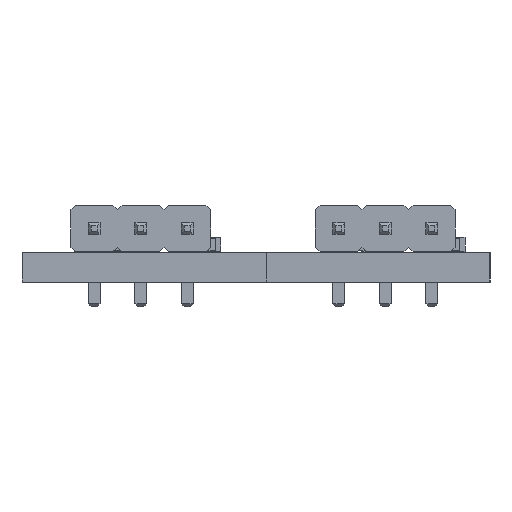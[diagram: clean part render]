
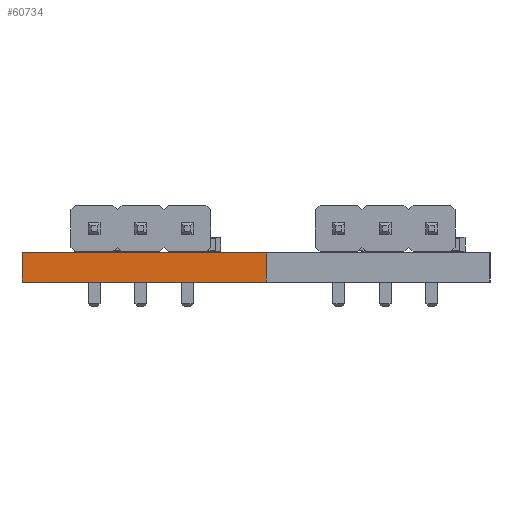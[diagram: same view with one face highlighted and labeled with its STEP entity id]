
A CAD part, left-side view. The second image highlights one B-rep face of the part: STEP entity #60734.
In plain terms, the highlighted planar face has unit normal (-1, 0, 0).
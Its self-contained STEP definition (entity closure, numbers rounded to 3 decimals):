
#60734 = ADVANCED_FACE('',(#60735),#60749,.F.);
#60735 = FACE_BOUND('',#60736,.F.);
#60736 = EDGE_LOOP('',(#60737,#60772,#60800,#60828));
#60737 = ORIENTED_EDGE('',*,*,#60738,.T.);
#60738 = EDGE_CURVE('',#60739,#60741,#60743,.T.);
#60739 = VERTEX_POINT('',#60740);
#60740 = CARTESIAN_POINT('',(51.054,-38.989,0.));
#60741 = VERTEX_POINT('',#60742);
#60742 = CARTESIAN_POINT('',(51.054,-38.989,1.6));
#60743 = SURFACE_CURVE('',#60744,(#60748,#60760),.PCURVE_S1.);
#60744 = LINE('',#60745,#60746);
#60745 = CARTESIAN_POINT('',(51.054,-38.989,0.));
#60746 = VECTOR('',#60747,1.);
#60747 = DIRECTION('',(0.,0.,1.));
#60748 = PCURVE('',#60749,#60754);
#60749 = PLANE('',#60750);
#60750 = AXIS2_PLACEMENT_3D('',#60751,#60752,#60753);
#60751 = CARTESIAN_POINT('',(51.054,-38.989,0.));
#60752 = DIRECTION('',(1.,0.,0.));
#60753 = DIRECTION('',(0.,-1.,0.));
#60754 = DEFINITIONAL_REPRESENTATION('',(#60755),#60759);
#60755 = LINE('',#60756,#60757);
#60756 = CARTESIAN_POINT('',(0.,0.));
#60757 = VECTOR('',#60758,1.);
#60758 = DIRECTION('',(0.,-1.));
#60759 = ( GEOMETRIC_REPRESENTATION_CONTEXT(2) 
PARAMETRIC_REPRESENTATION_CONTEXT() REPRESENTATION_CONTEXT('2D SPACE',''
  ) );
#60760 = PCURVE('',#60761,#60766);
#60761 = PLANE('',#60762);
#60762 = AXIS2_PLACEMENT_3D('',#60763,#60764,#60765);
#60763 = CARTESIAN_POINT('',(240.157,-38.989,0.));
#60764 = DIRECTION('',(0.,-1.,0.));
#60765 = DIRECTION('',(-1.,0.,0.));
#60766 = DEFINITIONAL_REPRESENTATION('',(#60767),#60771);
#60767 = LINE('',#60768,#60769);
#60768 = CARTESIAN_POINT('',(189.103,0.));
#60769 = VECTOR('',#60770,1.);
#60770 = DIRECTION('',(0.,-1.));
#60771 = ( GEOMETRIC_REPRESENTATION_CONTEXT(2) 
PARAMETRIC_REPRESENTATION_CONTEXT() REPRESENTATION_CONTEXT('2D SPACE',''
  ) );
#60772 = ORIENTED_EDGE('',*,*,#60773,.T.);
#60773 = EDGE_CURVE('',#60741,#60774,#60776,.T.);
#60774 = VERTEX_POINT('',#60775);
#60775 = CARTESIAN_POINT('',(51.054,-52.324,1.6));
#60776 = SURFACE_CURVE('',#60777,(#60781,#60788),.PCURVE_S1.);
#60777 = LINE('',#60778,#60779);
#60778 = CARTESIAN_POINT('',(51.054,-38.989,1.6));
#60779 = VECTOR('',#60780,1.);
#60780 = DIRECTION('',(0.,-1.,0.));
#60781 = PCURVE('',#60749,#60782);
#60782 = DEFINITIONAL_REPRESENTATION('',(#60783),#60787);
#60783 = LINE('',#60784,#60785);
#60784 = CARTESIAN_POINT('',(0.,-1.6));
#60785 = VECTOR('',#60786,1.);
#60786 = DIRECTION('',(1.,0.));
#60787 = ( GEOMETRIC_REPRESENTATION_CONTEXT(2) 
PARAMETRIC_REPRESENTATION_CONTEXT() REPRESENTATION_CONTEXT('2D SPACE',''
  ) );
#60788 = PCURVE('',#60789,#60794);
#60789 = PLANE('',#60790);
#60790 = AXIS2_PLACEMENT_3D('',#60791,#60792,#60793);
#60791 = CARTESIAN_POINT('',(145.606,-51.753,1.6));
#60792 = DIRECTION('',(0.,0.,1.));
#60793 = DIRECTION('',(1.,0.,0.));
#60794 = DEFINITIONAL_REPRESENTATION('',(#60795),#60799);
#60795 = LINE('',#60796,#60797);
#60796 = CARTESIAN_POINT('',(-94.552,12.764));
#60797 = VECTOR('',#60798,1.);
#60798 = DIRECTION('',(0.,-1.));
#60799 = ( GEOMETRIC_REPRESENTATION_CONTEXT(2) 
PARAMETRIC_REPRESENTATION_CONTEXT() REPRESENTATION_CONTEXT('2D SPACE',''
  ) );
#60800 = ORIENTED_EDGE('',*,*,#60801,.F.);
#60801 = EDGE_CURVE('',#60802,#60774,#60804,.T.);
#60802 = VERTEX_POINT('',#60803);
#60803 = CARTESIAN_POINT('',(51.054,-52.324,0.));
#60804 = SURFACE_CURVE('',#60805,(#60809,#60816),.PCURVE_S1.);
#60805 = LINE('',#60806,#60807);
#60806 = CARTESIAN_POINT('',(51.054,-52.324,0.));
#60807 = VECTOR('',#60808,1.);
#60808 = DIRECTION('',(0.,0.,1.));
#60809 = PCURVE('',#60749,#60810);
#60810 = DEFINITIONAL_REPRESENTATION('',(#60811),#60815);
#60811 = LINE('',#60812,#60813);
#60812 = CARTESIAN_POINT('',(13.335,0.));
#60813 = VECTOR('',#60814,1.);
#60814 = DIRECTION('',(0.,-1.));
#60815 = ( GEOMETRIC_REPRESENTATION_CONTEXT(2) 
PARAMETRIC_REPRESENTATION_CONTEXT() REPRESENTATION_CONTEXT('2D SPACE',''
  ) );
#60816 = PCURVE('',#60817,#60822);
#60817 = PLANE('',#60818);
#60818 = AXIS2_PLACEMENT_3D('',#60819,#60820,#60821);
#60819 = CARTESIAN_POINT('',(51.054,-52.324,0.));
#60820 = DIRECTION('',(1.,0.,0.));
#60821 = DIRECTION('',(0.,-1.,0.));
#60822 = DEFINITIONAL_REPRESENTATION('',(#60823),#60827);
#60823 = LINE('',#60824,#60825);
#60824 = CARTESIAN_POINT('',(0.,0.));
#60825 = VECTOR('',#60826,1.);
#60826 = DIRECTION('',(0.,-1.));
#60827 = ( GEOMETRIC_REPRESENTATION_CONTEXT(2) 
PARAMETRIC_REPRESENTATION_CONTEXT() REPRESENTATION_CONTEXT('2D SPACE',''
  ) );
#60828 = ORIENTED_EDGE('',*,*,#60829,.F.);
#60829 = EDGE_CURVE('',#60739,#60802,#60830,.T.);
#60830 = SURFACE_CURVE('',#60831,(#60835,#60842),.PCURVE_S1.);
#60831 = LINE('',#60832,#60833);
#60832 = CARTESIAN_POINT('',(51.054,-38.989,0.));
#60833 = VECTOR('',#60834,1.);
#60834 = DIRECTION('',(0.,-1.,0.));
#60835 = PCURVE('',#60749,#60836);
#60836 = DEFINITIONAL_REPRESENTATION('',(#60837),#60841);
#60837 = LINE('',#60838,#60839);
#60838 = CARTESIAN_POINT('',(0.,0.));
#60839 = VECTOR('',#60840,1.);
#60840 = DIRECTION('',(1.,0.));
#60841 = ( GEOMETRIC_REPRESENTATION_CONTEXT(2) 
PARAMETRIC_REPRESENTATION_CONTEXT() REPRESENTATION_CONTEXT('2D SPACE',''
  ) );
#60842 = PCURVE('',#60843,#60848);
#60843 = PLANE('',#60844);
#60844 = AXIS2_PLACEMENT_3D('',#60845,#60846,#60847);
#60845 = CARTESIAN_POINT('',(145.606,-51.753,0.));
#60846 = DIRECTION('',(0.,0.,1.));
#60847 = DIRECTION('',(1.,0.,0.));
#60848 = DEFINITIONAL_REPRESENTATION('',(#60849),#60853);
#60849 = LINE('',#60850,#60851);
#60850 = CARTESIAN_POINT('',(-94.552,12.764));
#60851 = VECTOR('',#60852,1.);
#60852 = DIRECTION('',(0.,-1.));
#60853 = ( GEOMETRIC_REPRESENTATION_CONTEXT(2) 
PARAMETRIC_REPRESENTATION_CONTEXT() REPRESENTATION_CONTEXT('2D SPACE',''
  ) );
